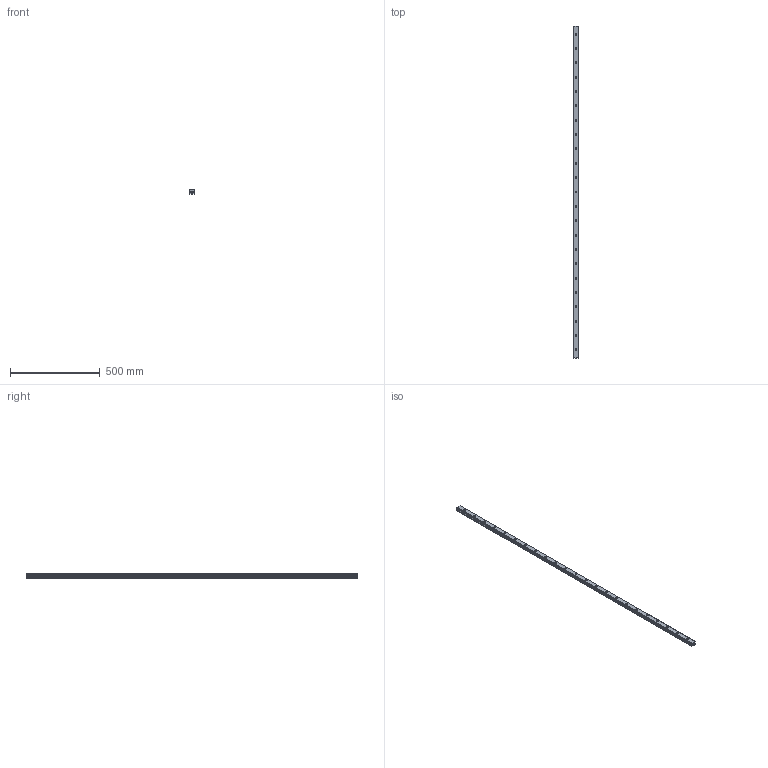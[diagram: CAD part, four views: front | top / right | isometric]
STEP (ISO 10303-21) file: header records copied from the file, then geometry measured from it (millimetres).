
FILE_DESCRIPTION(('STEP AP214'),'1');
FILE_NAME('cctmp_68F6B677-C60B-41B7-BABF-1D18F8945488_2021_02_12_11_52_20_0917..stp','2021-02-12T10:52:21',('HIWIN GmbH'),('CADClick - www.CADClick.com'),'Spatial InterOp 3D',' ','unknown authorization');
FILE_SCHEMA(('AUTOMOTIVE_DESIGN'));
Length unit declared in the file: millimetre
Products named in the file (1): EGR30R1850C_FILE
Bounding box: 28 x 1850 x 23 mm (x, y, z)
Volume: 1034448.2 mm3; surface area: 208052.9 mm2
Topology: 1 solids, 1 shells, 310 faces, 705 edges, 470 vertices
Faces by surface type: cylinder 156, plane 154
Entity records: 11325 total; most frequent: DIRECTION 1639, CARTESIAN_POINT 1486, ORIENTED_EDGE 1410, EDGE_CURVE 705, AXIS2_PLACEMENT_3D 623, VERTEX_POINT 470, LINE 393, VECTOR 393
